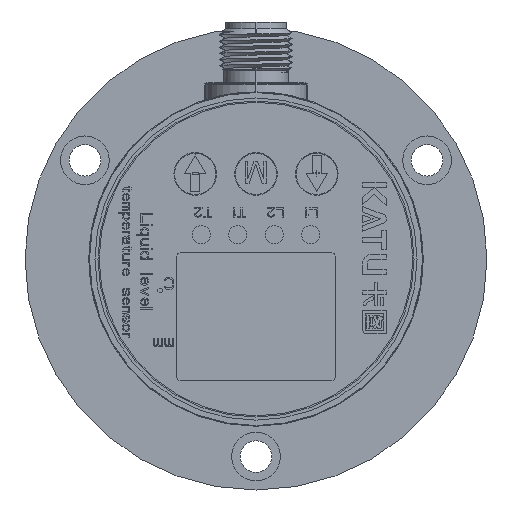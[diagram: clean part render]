
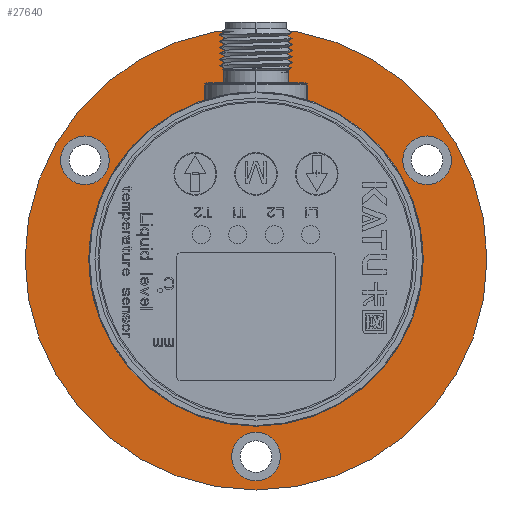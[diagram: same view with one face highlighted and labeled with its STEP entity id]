
A CAD part, left-side view. The second image highlights one B-rep face of the part: STEP entity #27640.
In plain terms, the highlighted planar face has unit normal (-1, 0, 0).
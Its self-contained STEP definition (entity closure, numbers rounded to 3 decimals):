
#124 = EDGE_CURVE ( 'NONE', #4874, #22999, #39812, .T. ) ;
#1051 = DIRECTION ( 'NONE',  ( 0., 1., 0. ) ) ;
#1386 = CIRCLE ( 'NONE', #3901, 4. ) ;
#1449 = CIRCLE ( 'NONE', #12890, 27.5 ) ;
#2142 = CARTESIAN_POINT ( 'NONE',  ( 40., 24.146, 16.25 ) ) ;
#2572 = ORIENTED_EDGE ( 'NONE', *, *, #14424, .F. ) ;
#2931 = EDGE_LOOP ( 'NONE', ( #2572, #12692 ) ) ;
#3534 = CARTESIAN_POINT ( 'NONE',  ( 40., 0., -32.5 ) ) ;
#3901 = AXIS2_PLACEMENT_3D ( 'NONE', #52384, #30514, #43326 ) ;
#3933 = VERTEX_POINT ( 'NONE', #24133 ) ;
#4045 = CIRCLE ( 'NONE', #15864, 38. ) ;
#4239 = EDGE_CURVE ( 'NONE', #27312, #14715, #36657, .T. ) ;
#4874 = VERTEX_POINT ( 'NONE', #45719 ) ;
#4914 = CIRCLE ( 'NONE', #6389, 38. ) ;
#5182 = DIRECTION ( 'NONE',  ( 0., 1., 0. ) ) ;
#6389 = AXIS2_PLACEMENT_3D ( 'NONE', #23905, #29198, #54870 ) ;
#7158 = VERTEX_POINT ( 'NONE', #10148 ) ;
#7187 = CARTESIAN_POINT ( 'NONE',  ( 40., 0., -38. ) ) ;
#9042 = CARTESIAN_POINT ( 'NONE',  ( 40., 28.146, 16.25 ) ) ;
#10148 = CARTESIAN_POINT ( 'NONE',  ( 40., -24.146, 16.25 ) ) ;
#10472 = ORIENTED_EDGE ( 'NONE', *, *, #23932, .F. ) ;
#11140 = DIRECTION ( 'NONE',  ( 0., 0., -1. ) ) ;
#11468 = DIRECTION ( 'NONE',  ( 0., 0., -1. ) ) ;
#12474 = EDGE_CURVE ( 'NONE', #26103, #3933, #4914, .T. ) ;
#12692 = ORIENTED_EDGE ( 'NONE', *, *, #31037, .F. ) ;
#12890 = AXIS2_PLACEMENT_3D ( 'NONE', #54683, #15679, #11468 ) ;
#13073 = CIRCLE ( 'NONE', #15894, 4. ) ;
#14424 = EDGE_CURVE ( 'NONE', #53821, #37812, #1386, .T. ) ;
#14586 = EDGE_CURVE ( 'NONE', #22999, #24984, #41564, .T. ) ;
#14715 = VERTEX_POINT ( 'NONE', #2142 ) ;
#14801 = PLANE ( 'NONE',  #25206 ) ;
#15259 = AXIS2_PLACEMENT_3D ( 'NONE', #37638, #24516, #11140 ) ;
#15679 = DIRECTION ( 'NONE',  ( 1., 0., 0. ) ) ;
#15864 = AXIS2_PLACEMENT_3D ( 'NONE', #51023, #16374, #38078 ) ;
#15894 = AXIS2_PLACEMENT_3D ( 'NONE', #24682, #55072, #40484 ) ;
#16374 = DIRECTION ( 'NONE',  ( 1., 0., 0. ) ) ;
#16679 = ORIENTED_EDGE ( 'NONE', *, *, #4239, .F. ) ;
#16802 = FACE_BOUND ( 'NONE', #46459, .T. ) ;
#17987 = DIRECTION ( 'NONE',  ( -1., 0., 0. ) ) ;
#19723 = DIRECTION ( 'NONE',  ( 0., -1., 0. ) ) ;
#20155 = AXIS2_PLACEMENT_3D ( 'NONE', #3534, #46404, #25267 ) ;
#21662 = ORIENTED_EDGE ( 'NONE', *, *, #29355, .F. ) ;
#21940 = AXIS2_PLACEMENT_3D ( 'NONE', #28868, #36879, #41298 ) ;
#22125 = ORIENTED_EDGE ( 'NONE', *, *, #14586, .F. ) ;
#22251 = ORIENTED_EDGE ( 'NONE', *, *, #35726, .F. ) ;
#22376 = EDGE_LOOP ( 'NONE', ( #47421, #22251 ) ) ;
#22949 = FACE_OUTER_BOUND ( 'NONE', #22376, .T. ) ;
#22999 = VERTEX_POINT ( 'NONE', #51949 ) ;
#23589 = DIRECTION ( 'NONE',  ( 0., 1., 0. ) ) ;
#23905 = CARTESIAN_POINT ( 'NONE',  ( 40., 0., 0. ) ) ;
#23932 = EDGE_CURVE ( 'NONE', #35030, #7158, #13073, .T. ) ;
#24133 = CARTESIAN_POINT ( 'NONE',  ( 40., 0., 38. ) ) ;
#24516 = DIRECTION ( 'NONE',  ( -1., 0., 0. ) ) ;
#24682 = CARTESIAN_POINT ( 'NONE',  ( 40., -28.146, 16.25 ) ) ;
#24984 = VERTEX_POINT ( 'NONE', #27730 ) ;
#25206 = AXIS2_PLACEMENT_3D ( 'NONE', #28333, #49488, #23589 ) ;
#25267 = DIRECTION ( 'NONE',  ( 0., 1., 0. ) ) ;
#26103 = VERTEX_POINT ( 'NONE', #7187 ) ;
#27105 = CARTESIAN_POINT ( 'NONE',  ( 40., 32.146, 16.25 ) ) ;
#27282 = CARTESIAN_POINT ( 'NONE',  ( 40., -8.958, 26. ) ) ;
#27312 = VERTEX_POINT ( 'NONE', #27105 ) ;
#27640 = ADVANCED_FACE ( 'NONE', ( #22949, #33881, #16802, #29748, #53558 ), #14801, .F. ) ;
#27730 = CARTESIAN_POINT ( 'NONE',  ( 40., 8.958, 26. ) ) ;
#28333 = CARTESIAN_POINT ( 'NONE',  ( 40., 0., 0. ) ) ;
#28868 = CARTESIAN_POINT ( 'NONE',  ( 40., -28.146, 16.25 ) ) ;
#29198 = DIRECTION ( 'NONE',  ( -1., 0., 0. ) ) ;
#29355 = EDGE_CURVE ( 'NONE', #7158, #35030, #51343, .T. ) ;
#29748 = FACE_BOUND ( 'NONE', #42734, .T. ) ;
#30514 = DIRECTION ( 'NONE',  ( -1., 0., 0. ) ) ;
#30977 = EDGE_CURVE ( 'NONE', #14715, #27312, #49252, .T. ) ;
#31037 = EDGE_CURVE ( 'NONE', #37812, #53821, #44484, .T. ) ;
#31876 = EDGE_CURVE ( 'NONE', #4874, #24984, #1449, .T. ) ;
#32163 = CARTESIAN_POINT ( 'NONE',  ( 40., 4., -32.5 ) ) ;
#33881 = FACE_BOUND ( 'NONE', #2931, .T. ) ;
#35030 = VERTEX_POINT ( 'NONE', #37204 ) ;
#35726 = EDGE_CURVE ( 'NONE', #26103, #3933, #4045, .T. ) ;
#36657 = CIRCLE ( 'NONE', #42307, 4. ) ;
#36879 = DIRECTION ( 'NONE',  ( -1., 0., 0. ) ) ;
#37204 = CARTESIAN_POINT ( 'NONE',  ( 40., -32.146, 16.25 ) ) ;
#37638 = CARTESIAN_POINT ( 'NONE',  ( 40., 0., 0. ) ) ;
#37812 = VERTEX_POINT ( 'NONE', #32163 ) ;
#38078 = DIRECTION ( 'NONE',  ( 0., 0., -1. ) ) ;
#39812 = CIRCLE ( 'NONE', #15259, 27.5 ) ;
#40484 = DIRECTION ( 'NONE',  ( 0., -1., 0. ) ) ;
#41298 = DIRECTION ( 'NONE',  ( 0., 1., 0. ) ) ;
#41564 = LINE ( 'NONE', #27282, #53781 ) ;
#41662 = CARTESIAN_POINT ( 'NONE',  ( 40., 28.146, 16.25 ) ) ;
#42307 = AXIS2_PLACEMENT_3D ( 'NONE', #9042, #17987, #1051 ) ;
#42702 = ORIENTED_EDGE ( 'NONE', *, *, #30977, .F. ) ;
#42734 = EDGE_LOOP ( 'NONE', ( #42702, #16679 ) ) ;
#43001 = ORIENTED_EDGE ( 'NONE', *, *, #124, .F. ) ;
#43326 = DIRECTION ( 'NONE',  ( 0., -1., 0. ) ) ;
#44484 = CIRCLE ( 'NONE', #20155, 4. ) ;
#45384 = AXIS2_PLACEMENT_3D ( 'NONE', #41662, #54529, #19723 ) ;
#45719 = CARTESIAN_POINT ( 'NONE',  ( 40., 0., -27.5 ) ) ;
#46140 = CARTESIAN_POINT ( 'NONE',  ( 40., -4., -32.5 ) ) ;
#46404 = DIRECTION ( 'NONE',  ( -1., 0., 0. ) ) ;
#46459 = EDGE_LOOP ( 'NONE', ( #10472, #21662 ) ) ;
#47169 = ORIENTED_EDGE ( 'NONE', *, *, #31876, .T. ) ;
#47421 = ORIENTED_EDGE ( 'NONE', *, *, #12474, .T. ) ;
#49252 = CIRCLE ( 'NONE', #45384, 4. ) ;
#49488 = DIRECTION ( 'NONE',  ( 1., 0., 0. ) ) ;
#49819 = EDGE_LOOP ( 'NONE', ( #47169, #22125, #43001 ) ) ;
#51023 = CARTESIAN_POINT ( 'NONE',  ( 40., 0., 0. ) ) ;
#51343 = CIRCLE ( 'NONE', #21940, 4. ) ;
#51949 = CARTESIAN_POINT ( 'NONE',  ( 40., -8.958, 26. ) ) ;
#52384 = CARTESIAN_POINT ( 'NONE',  ( 40., 0., -32.5 ) ) ;
#53558 = FACE_BOUND ( 'NONE', #49819, .T. ) ;
#53781 = VECTOR ( 'NONE', #5182, 1000. ) ;
#53821 = VERTEX_POINT ( 'NONE', #46140 ) ;
#54529 = DIRECTION ( 'NONE',  ( -1., 0., 0. ) ) ;
#54683 = CARTESIAN_POINT ( 'NONE',  ( 40., 0., 0. ) ) ;
#54870 = DIRECTION ( 'NONE',  ( 0., 0., -1. ) ) ;
#55072 = DIRECTION ( 'NONE',  ( -1., 0., 0. ) ) ;
